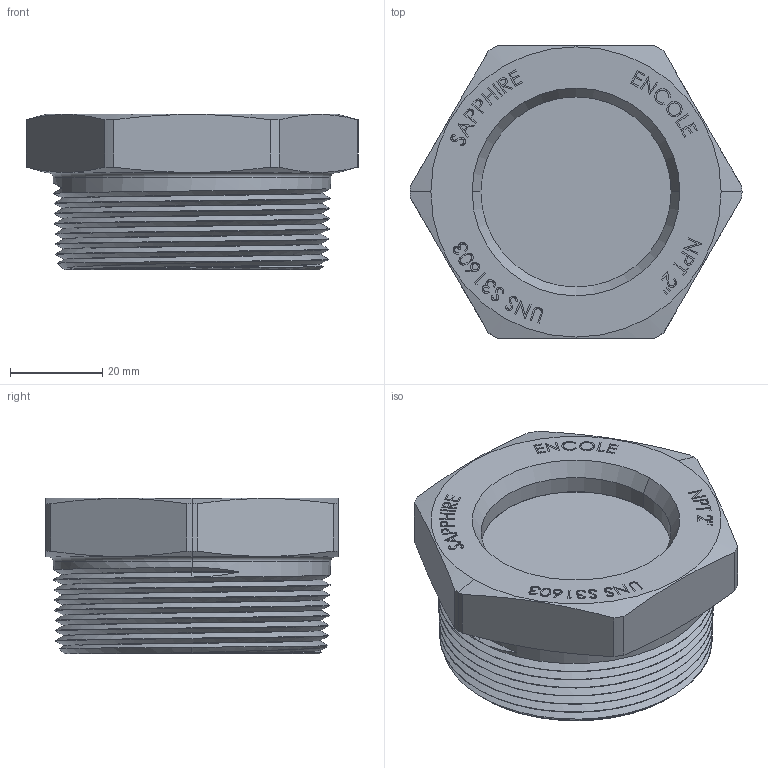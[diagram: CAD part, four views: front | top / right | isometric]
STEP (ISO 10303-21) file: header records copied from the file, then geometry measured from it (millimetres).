
FILE_DESCRIPTION (( 'STEP AP203' ), '1' );
FILE_NAME ('101854-SightGlass-NPT-2-316-Sa-VTN.STEP', '2025-02-04T01:06:25', ( '' ), ( '' ), 'SwSTEP 2.0', 'SolidWorks 2022', '' );
FILE_SCHEMA (( 'CONFIG_CONTROL_DESIGN' ));
Length unit declared in the file: millimetre
Products named in the file (1): 101854-SightGlass-NPT-2-316-Sa-VTN
Bounding box: 72.05 x 63.5 x 33.78 mm (x, y, z)
Volume: 60739.3 mm3; surface area: 26910.6 mm2
Topology: 4 solids, 4 shells, 478 faces, 1242 edges, 814 vertices
Faces by surface type: plane 244, bspline 147, cone 38, cylinder 27, torus 22
Entity records: 28029 total; most frequent: CARTESIAN_POINT 17244, ORIENTED_EDGE 2484, DIRECTION 1683, EDGE_CURVE 1242, VERTEX_POINT 814, LINE 771, VECTOR 771, EDGE_LOOP 526
